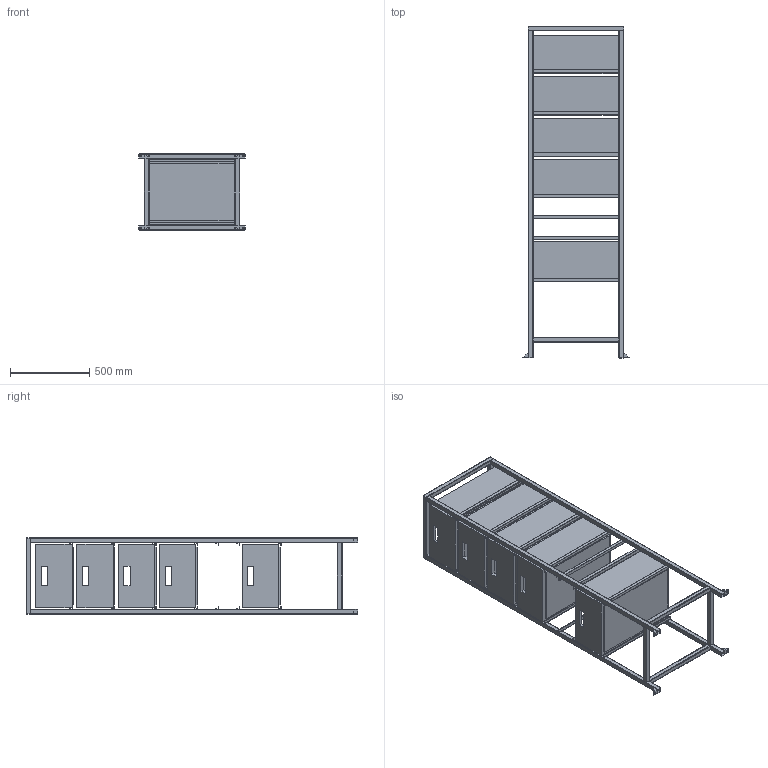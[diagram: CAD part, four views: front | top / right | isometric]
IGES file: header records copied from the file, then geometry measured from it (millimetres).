
Start section: SolidWorks IGES file using analytic representation for surfaces
Global section: file name: frame cabin boxes.IGS; native system: SolidWorks 2016; preprocessor: SolidWorks 2016; author: Jerry; date: 170919.111024; units: millimetre
Bounding box: 670 x 2090 x 480 mm (x, y, z)
Surface area: 10125450.2 mm2 (no closed solid volume)
Topology: 0 solids, 0 shells, 553 faces, 5368 edges, 5368 vertices
Faces by surface type: bspline 417, revolution 136
